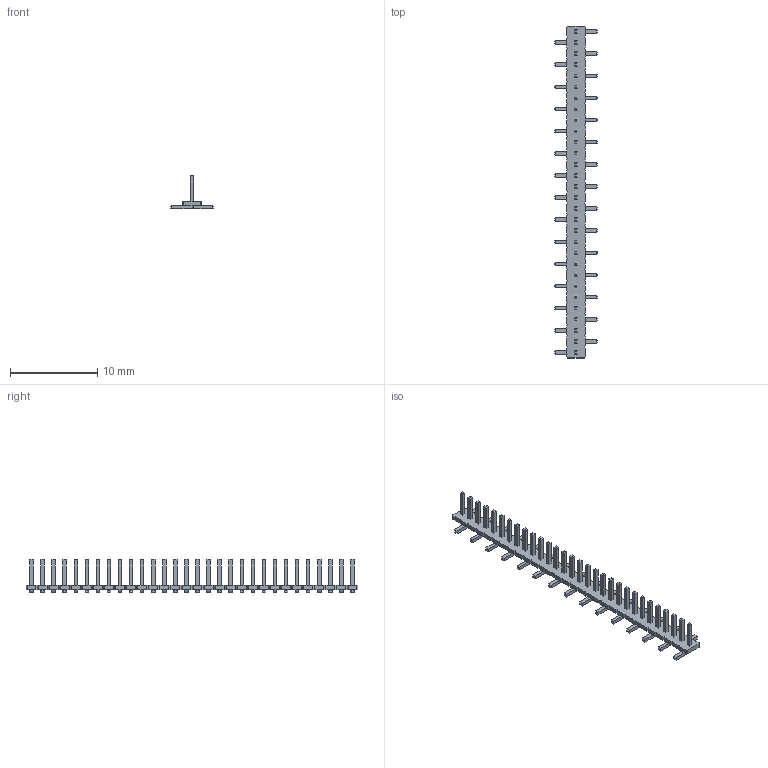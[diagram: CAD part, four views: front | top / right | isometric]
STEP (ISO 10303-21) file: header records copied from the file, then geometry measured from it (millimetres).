
FILE_DESCRIPTION(/* description */ ('model of PinHeader_1x30_P1.27mm_Vertical_SMD_Pin1Right'),/* implementation_level */ '2;1');
FILE_NAME(/* name */ 'PinHeader_1x30_P1.27mm_Vertical_SMD_Pin1Right.step',/* time_stamp */ '2018-01-24T12:17:36',/* author */ ('kicad StepUp','ksu'),/* organization */ ('FreeCAD'),/* preprocessor_version */ 'OCC',/* originating_system */ 'kicad StepUp',/* authorisation */ '');
FILE_SCHEMA(('AUTOMOTIVE_DESIGN { 1 0 10303 214 1 1 1 1 }'));
Length unit declared in the file: millimetre
Products named in the file (2): PinHeader_1x30_P127mm_Vertical_SMD_Pin1Right; Shape0_519904540347
Bounding box: 4.9 x 38.1 x 3.9 mm (x, y, z)
Volume: 68.2 mm3; surface area: 495.2 mm2
Topology: 31 solids, 31 shells, 694 faces, 1656 edges, 1024 vertices
Faces by surface type: plane 664, cylinder 30
Entity records: 12597 total; most frequent: ORIENTED_EDGE 2560, CARTESIAN_POINT 1987, EDGE_CURVE 1656, LINE 1596, VERTEX_POINT 1024, AXIS2_PLACEMENT_3D 740, ADVANCED_FACE 694, FACE_BOUND 694
